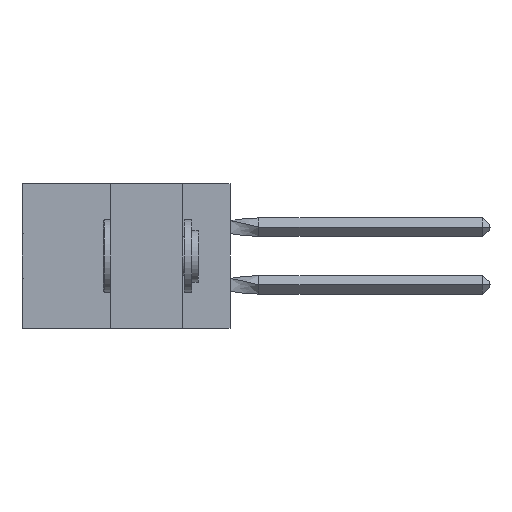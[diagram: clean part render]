
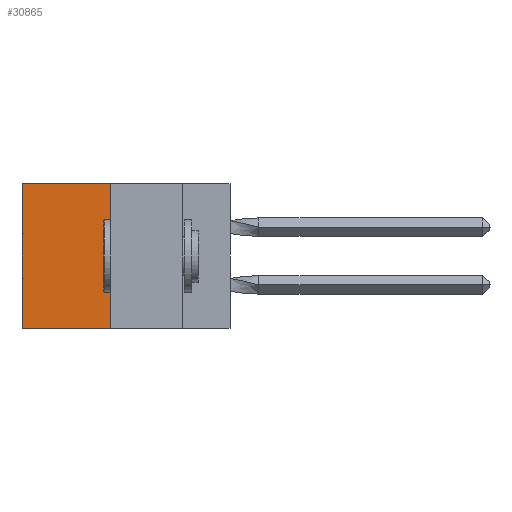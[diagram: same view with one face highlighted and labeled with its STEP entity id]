
A CAD part, left-side view. The second image highlights one B-rep face of the part: STEP entity #30865.
In plain terms, the highlighted planar face has unit normal (-1, 0, 0).
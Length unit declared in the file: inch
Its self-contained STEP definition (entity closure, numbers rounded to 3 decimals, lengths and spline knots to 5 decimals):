
#233 = VECTOR ( 'NONE', #22717, 39.37008 ) ;
#3397 = EDGE_CURVE ( 'NONE', #31925, #43004, #22432, .T. ) ;
#4486 = CARTESIAN_POINT ( 'NONE',  ( 0.305, 0.72, 0. ) ) ;
#6399 = ORIENTED_EDGE ( 'NONE', *, *, #37704, .F. ) ;
#7304 = CARTESIAN_POINT ( 'NONE',  ( 0.305, 0.413, -0.5 ) ) ;
#7787 = VERTEX_POINT ( 'NONE', #4486 ) ;
#10671 = DIRECTION ( 'NONE',  ( 0., 0., -1. ) ) ;
#13360 = EDGE_CURVE ( 'NONE', #31925, #7787, #17961, .T. ) ;
#13973 = FACE_OUTER_BOUND ( 'NONE', #20926, .T. ) ;
#14339 = DIRECTION ( 'NONE',  ( 1., 0., 0. ) ) ;
#15425 = ORIENTED_EDGE ( 'NONE', *, *, #13360, .T. ) ;
#15626 = VECTOR ( 'NONE', #10671, 39.37008 ) ;
#17961 = LINE ( 'NONE', #38003, #233 ) ;
#18138 = ORIENTED_EDGE ( 'NONE', *, *, #3397, .F. ) ;
#18829 = CARTESIAN_POINT ( 'NONE',  ( 0.305, 0.72, -0.5 ) ) ;
#20926 = EDGE_LOOP ( 'NONE', ( #39160, #6399, #18138, #15425 ) ) ;
#21419 = VERTEX_POINT ( 'NONE', #18829 ) ;
#22321 = DIRECTION ( 'NONE',  ( 0., 0., -1. ) ) ;
#22432 = LINE ( 'NONE', #26950, #15626 ) ;
#22717 = DIRECTION ( 'NONE',  ( 0., 1., 0. ) ) ;
#23271 = CARTESIAN_POINT ( 'NONE',  ( 0.305, 0.413, -0.5 ) ) ;
#24381 = DIRECTION ( 'NONE',  ( 0., 0., -1. ) ) ;
#24465 = AXIS2_PLACEMENT_3D ( 'NONE', #34727, #14339, #24381 ) ;
#25198 = EDGE_CURVE ( 'NONE', #7787, #21419, #36271, .T. ) ;
#26950 = CARTESIAN_POINT ( 'NONE',  ( 0.305, 0.413, -0.5 ) ) ;
#27448 = VECTOR ( 'NONE', #22321, 39.37008 ) ;
#30205 = VECTOR ( 'NONE', #30602, 39.37008 ) ;
#30602 = DIRECTION ( 'NONE',  ( 0., 1., 0. ) ) ;
#30865 = ADVANCED_FACE ( 'NONE', ( #13973 ), #34579, .F. ) ;
#31814 = LINE ( 'NONE', #7304, #30205 ) ;
#31925 = VERTEX_POINT ( 'NONE', #42041 ) ;
#34579 = PLANE ( 'NONE',  #24465 ) ;
#34727 = CARTESIAN_POINT ( 'NONE',  ( 0.305, 0.413, -0.5 ) ) ;
#36271 = LINE ( 'NONE', #39401, #27448 ) ;
#37704 = EDGE_CURVE ( 'NONE', #43004, #21419, #31814, .T. ) ;
#38003 = CARTESIAN_POINT ( 'NONE',  ( 0.305, 0.413, 0. ) ) ;
#39160 = ORIENTED_EDGE ( 'NONE', *, *, #25198, .T. ) ;
#39401 = CARTESIAN_POINT ( 'NONE',  ( 0.305, 0.72, -0.5 ) ) ;
#42041 = CARTESIAN_POINT ( 'NONE',  ( 0.305, 0.413, 0. ) ) ;
#43004 = VERTEX_POINT ( 'NONE', #23271 ) ;
